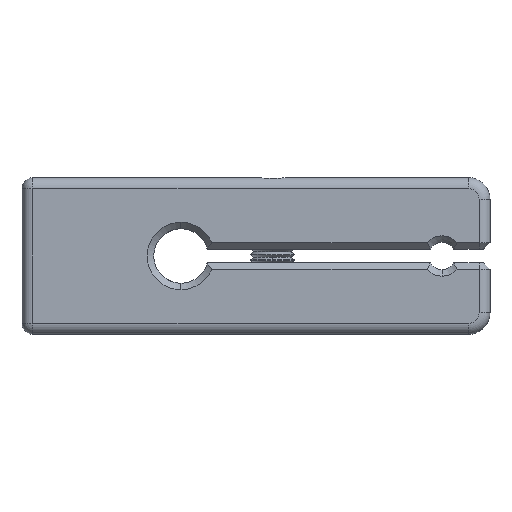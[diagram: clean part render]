
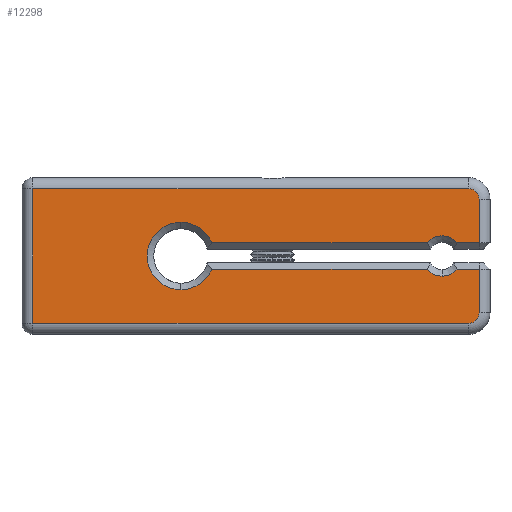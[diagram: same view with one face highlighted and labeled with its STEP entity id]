
A CAD part, left-side view. The second image highlights one B-rep face of the part: STEP entity #12298.
In plain terms, the highlighted planar face has unit normal (-1, 0, 0).
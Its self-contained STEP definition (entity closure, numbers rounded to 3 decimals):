
#99 = LINE ( 'NONE', #13557, #5368 ) ;
#357 = CIRCLE ( 'NONE', #9609, 0.925 ) ;
#487 = VECTOR ( 'NONE', #11296, 1000. ) ;
#754 = VERTEX_POINT ( 'NONE', #1400 ) ;
#822 = ORIENTED_EDGE ( 'NONE', *, *, #12622, .T. ) ;
#1175 = CIRCLE ( 'NONE', #15778, 0.925 ) ;
#1250 = CARTESIAN_POINT ( 'NONE',  ( -6.277, 0.427, 48.069 ) ) ;
#1275 = EDGE_CURVE ( 'NONE', #13888, #10981, #12512, .T. ) ;
#1400 = CARTESIAN_POINT ( 'NONE',  ( -6.277, 7.227, 49.619 ) ) ;
#1474 = CARTESIAN_POINT ( 'NONE',  ( -6.277, 7.727, 47.137 ) ) ;
#1579 = ORIENTED_EDGE ( 'NONE', *, *, #1275, .T. ) ;
#1962 = DIRECTION ( 'NONE',  ( 1., 0., 0. ) ) ;
#1989 = ORIENTED_EDGE ( 'NONE', *, *, #11121, .T. ) ;
#2021 = VECTOR ( 'NONE', #7844, 1000. ) ;
#2172 = CARTESIAN_POINT ( 'NONE',  ( -6.277, -11.573, 46.519 ) ) ;
#2278 = AXIS2_PLACEMENT_3D ( 'NONE', #9293, #7709, #13076 ) ;
#2364 = EDGE_CURVE ( 'NONE', #13564, #7163, #16505, .T. ) ;
#2487 = CARTESIAN_POINT ( 'NONE',  ( -6.277, 7.727, 50.119 ) ) ;
#2638 = EDGE_CURVE ( 'NONE', #754, #6707, #10568, .T. ) ;
#2750 = EDGE_CURVE ( 'NONE', #7787, #5946, #13837, .T. ) ;
#2934 = CARTESIAN_POINT ( 'NONE',  ( -6.277, -11.573, 45.594 ) ) ;
#2969 = ORIENTED_EDGE ( 'NONE', *, *, #8219, .T. ) ;
#3044 = VERTEX_POINT ( 'NONE', #13900 ) ;
#3368 = DIRECTION ( 'NONE',  ( 1., 0., 0. ) ) ;
#3535 = VECTOR ( 'NONE', #16144, 1000. ) ;
#3627 = DIRECTION ( 'NONE',  ( 0., 0., 1. ) ) ;
#3816 = VERTEX_POINT ( 'NONE', #13291 ) ;
#3976 = AXIS2_PLACEMENT_3D ( 'NONE', #2487, #6607, #15940 ) ;
#3998 = DIRECTION ( 'NONE',  ( 0., 0., 1. ) ) ;
#4050 = CARTESIAN_POINT ( 'NONE',  ( -6.277, -13.273, 50.119 ) ) ;
#4731 = LINE ( 'NONE', #15456, #6038 ) ;
#5040 = EDGE_LOOP ( 'NONE', ( #1989, #6051, #14135, #16271, #8049, #1579, #10142, #14269, #11689, #822, #5820, #2969, #16956, #5348, #7579, #7719, #11560 ) ) ;
#5252 = DIRECTION ( 'NONE',  ( 0., -1., 0. ) ) ;
#5348 = ORIENTED_EDGE ( 'NONE', *, *, #16014, .T. ) ;
#5368 = VECTOR ( 'NONE', #9596, 1000. ) ;
#5820 = ORIENTED_EDGE ( 'NONE', *, *, #8875, .T. ) ;
#5865 = VERTEX_POINT ( 'NONE', #14292 ) ;
#5878 = CARTESIAN_POINT ( 'NONE',  ( -6.277, -0.995, 47.137 ) ) ;
#5881 = VERTEX_POINT ( 'NONE', #15963 ) ;
#5941 = VECTOR ( 'NONE', #7235, 1000. ) ;
#5946 = VERTEX_POINT ( 'NONE', #13135 ) ;
#6013 = CARTESIAN_POINT ( 'NONE',  ( -6.277, -10.885, 47.137 ) ) ;
#6038 = VECTOR ( 'NONE', #12633, 1000. ) ;
#6051 = ORIENTED_EDGE ( 'NONE', *, *, #2750, .T. ) ;
#6607 = DIRECTION ( 'NONE',  ( 1., 0., 0. ) ) ;
#6707 = VERTEX_POINT ( 'NONE', #9640 ) ;
#6958 = LINE ( 'NONE', #11486, #13668 ) ;
#7163 = VERTEX_POINT ( 'NONE', #6013 ) ;
#7235 = DIRECTION ( 'NONE',  ( 0., 1., 0. ) ) ;
#7285 = CARTESIAN_POINT ( 'NONE',  ( -6.277, -13.273, 45.902 ) ) ;
#7388 = DIRECTION ( 'NONE',  ( -1., 0., 0. ) ) ;
#7579 = ORIENTED_EDGE ( 'NONE', *, *, #2638, .T. ) ;
#7646 = CIRCLE ( 'NONE', #13838, 1.55 ) ;
#7709 = DIRECTION ( 'NONE',  ( -1., 0., 0. ) ) ;
#7719 = ORIENTED_EDGE ( 'NONE', *, *, #16893, .T. ) ;
#7787 = VERTEX_POINT ( 'NONE', #7285 ) ;
#7844 = DIRECTION ( 'NONE',  ( 0., 0., -1. ) ) ;
#8048 = CARTESIAN_POINT ( 'NONE',  ( -6.277, -13.273, 47.137 ) ) ;
#8049 = ORIENTED_EDGE ( 'NONE', *, *, #14696, .T. ) ;
#8094 = PLANE ( 'NONE',  #3976 ) ;
#8219 = EDGE_CURVE ( 'NONE', #15013, #9790, #99, .T. ) ;
#8271 = DIRECTION ( 'NONE',  ( 0., -1., 0. ) ) ;
#8769 = CARTESIAN_POINT ( 'NONE',  ( -6.277, -11.573, 46.519 ) ) ;
#8875 = EDGE_CURVE ( 'NONE', #5881, #15013, #12097, .T. ) ;
#8887 = VERTEX_POINT ( 'NONE', #9374 ) ;
#8932 = DIRECTION ( 'NONE',  ( 1., 0., 0. ) ) ;
#8934 = DIRECTION ( 'NONE',  ( 0., 0., 1. ) ) ;
#9234 = LINE ( 'NONE', #4050, #13212 ) ;
#9293 = CARTESIAN_POINT ( 'NONE',  ( -6.277, -12.773, 43.919 ) ) ;
#9374 = CARTESIAN_POINT ( 'NONE',  ( -6.277, -10.885, 45.902 ) ) ;
#9377 = CIRCLE ( 'NONE', #17248, 1.55 ) ;
#9432 = CARTESIAN_POINT ( 'NONE',  ( -6.277, 7.227, 50.119 ) ) ;
#9596 = DIRECTION ( 'NONE',  ( 0., 0., 1. ) ) ;
#9609 = AXIS2_PLACEMENT_3D ( 'NONE', #8769, #14127, #15289 ) ;
#9640 = CARTESIAN_POINT ( 'NONE',  ( -6.277, 7.227, 43.419 ) ) ;
#9790 = VERTEX_POINT ( 'NONE', #14711 ) ;
#9801 = CARTESIAN_POINT ( 'NONE',  ( -6.277, 7.727, 47.137 ) ) ;
#10142 = ORIENTED_EDGE ( 'NONE', *, *, #14257, .T. ) ;
#10365 = EDGE_CURVE ( 'NONE', #5865, #3816, #11261, .T. ) ;
#10568 = LINE ( 'NONE', #9432, #2021 ) ;
#10641 = FACE_OUTER_BOUND ( 'NONE', #5040, .T. ) ;
#10654 = CARTESIAN_POINT ( 'NONE',  ( -6.277, 0.427, 46.519 ) ) ;
#10667 = CARTESIAN_POINT ( 'NONE',  ( -6.277, 7.727, 49.619 ) ) ;
#10725 = AXIS2_PLACEMENT_3D ( 'NONE', #15583, #3368, #3627 ) ;
#10869 = VERTEX_POINT ( 'NONE', #2934 ) ;
#10981 = VERTEX_POINT ( 'NONE', #15746 ) ;
#11121 = EDGE_CURVE ( 'NONE', #3816, #7787, #9234, .T. ) ;
#11261 = CIRCLE ( 'NONE', #2278, 0.5 ) ;
#11296 = DIRECTION ( 'NONE',  ( 0., -1., 0. ) ) ;
#11339 = DIRECTION ( 'NONE',  ( 0., 0., 1. ) ) ;
#11398 = DIRECTION ( 'NONE',  ( 1., 0., 0. ) ) ;
#11442 = DIRECTION ( 'NONE',  ( 0., 0., 1. ) ) ;
#11486 = CARTESIAN_POINT ( 'NONE',  ( -6.277, 7.727, 43.419 ) ) ;
#11560 = ORIENTED_EDGE ( 'NONE', *, *, #10365, .T. ) ;
#11689 = ORIENTED_EDGE ( 'NONE', *, *, #2364, .T. ) ;
#11856 = EDGE_CURVE ( 'NONE', #5946, #10869, #1175, .T. ) ;
#12097 = LINE ( 'NONE', #1474, #13983 ) ;
#12258 = VERTEX_POINT ( 'NONE', #1250 ) ;
#12298 = ADVANCED_FACE ( 'NONE', ( #10641 ), #8094, .F. ) ;
#12421 = CARTESIAN_POINT ( 'NONE',  ( -6.277, 7.727, 45.902 ) ) ;
#12512 = CIRCLE ( 'NONE', #17281, 1.55 ) ;
#12622 = EDGE_CURVE ( 'NONE', #7163, #5881, #357, .T. ) ;
#12633 = DIRECTION ( 'NONE',  ( 0., 1., 0. ) ) ;
#12801 = CARTESIAN_POINT ( 'NONE',  ( -6.277, 0.427, 46.519 ) ) ;
#12826 = CARTESIAN_POINT ( 'NONE',  ( -6.277, -12.773, 49.119 ) ) ;
#12932 = EDGE_CURVE ( 'NONE', #10869, #8887, #14388, .T. ) ;
#12968 = DIRECTION ( 'NONE',  ( 0., 0., 1. ) ) ;
#13052 = EDGE_CURVE ( 'NONE', #12258, #13564, #7646, .T. ) ;
#13076 = DIRECTION ( 'NONE',  ( 0., 0., 1. ) ) ;
#13135 = CARTESIAN_POINT ( 'NONE',  ( -6.277, -12.262, 45.902 ) ) ;
#13212 = VECTOR ( 'NONE', #16184, 1000. ) ;
#13225 = CIRCLE ( 'NONE', #13521, 0.5 ) ;
#13277 = EDGE_CURVE ( 'NONE', #9790, #3044, #13225, .T. ) ;
#13291 = CARTESIAN_POINT ( 'NONE',  ( -6.277, -13.273, 43.919 ) ) ;
#13521 = AXIS2_PLACEMENT_3D ( 'NONE', #12826, #7388, #11339 ) ;
#13557 = CARTESIAN_POINT ( 'NONE',  ( -6.277, -13.273, 50.119 ) ) ;
#13564 = VERTEX_POINT ( 'NONE', #5878 ) ;
#13668 = VECTOR ( 'NONE', #8271, 1000. ) ;
#13837 = LINE ( 'NONE', #12421, #5941 ) ;
#13838 = AXIS2_PLACEMENT_3D ( 'NONE', #15668, #1962, #11442 ) ;
#13888 = VERTEX_POINT ( 'NONE', #14830 ) ;
#13900 = CARTESIAN_POINT ( 'NONE',  ( -6.277, -12.773, 49.619 ) ) ;
#13983 = VECTOR ( 'NONE', #5252, 1000. ) ;
#14127 = DIRECTION ( 'NONE',  ( 1., 0., 0. ) ) ;
#14135 = ORIENTED_EDGE ( 'NONE', *, *, #11856, .T. ) ;
#14257 = EDGE_CURVE ( 'NONE', #10981, #12258, #9377, .T. ) ;
#14269 = ORIENTED_EDGE ( 'NONE', *, *, #13052, .T. ) ;
#14292 = CARTESIAN_POINT ( 'NONE',  ( -6.277, -12.773, 43.419 ) ) ;
#14388 = CIRCLE ( 'NONE', #10725, 0.925 ) ;
#14696 = EDGE_CURVE ( 'NONE', #8887, #13888, #4731, .T. ) ;
#14711 = CARTESIAN_POINT ( 'NONE',  ( -6.277, -13.273, 49.119 ) ) ;
#14830 = CARTESIAN_POINT ( 'NONE',  ( -6.277, -0.995, 45.902 ) ) ;
#15013 = VERTEX_POINT ( 'NONE', #8048 ) ;
#15289 = DIRECTION ( 'NONE',  ( 0., 0., 1. ) ) ;
#15456 = CARTESIAN_POINT ( 'NONE',  ( -6.277, 7.727, 45.902 ) ) ;
#15583 = CARTESIAN_POINT ( 'NONE',  ( -6.277, -11.573, 46.519 ) ) ;
#15668 = CARTESIAN_POINT ( 'NONE',  ( -6.277, 0.427, 46.519 ) ) ;
#15746 = CARTESIAN_POINT ( 'NONE',  ( -6.277, 0.427, 44.969 ) ) ;
#15778 = AXIS2_PLACEMENT_3D ( 'NONE', #2172, #11398, #8934 ) ;
#15940 = DIRECTION ( 'NONE',  ( 0., 0., -1. ) ) ;
#15963 = CARTESIAN_POINT ( 'NONE',  ( -6.277, -12.262, 47.137 ) ) ;
#15970 = LINE ( 'NONE', #10667, #3535 ) ;
#16014 = EDGE_CURVE ( 'NONE', #3044, #754, #15970, .T. ) ;
#16037 = DIRECTION ( 'NONE',  ( 1., 0., 0. ) ) ;
#16144 = DIRECTION ( 'NONE',  ( 0., 1., 0. ) ) ;
#16184 = DIRECTION ( 'NONE',  ( 0., 0., 1. ) ) ;
#16271 = ORIENTED_EDGE ( 'NONE', *, *, #12932, .T. ) ;
#16505 = LINE ( 'NONE', #9801, #487 ) ;
#16893 = EDGE_CURVE ( 'NONE', #6707, #5865, #6958, .T. ) ;
#16956 = ORIENTED_EDGE ( 'NONE', *, *, #13277, .T. ) ;
#17248 = AXIS2_PLACEMENT_3D ( 'NONE', #10654, #16037, #3998 ) ;
#17281 = AXIS2_PLACEMENT_3D ( 'NONE', #12801, #8932, #12968 ) ;
